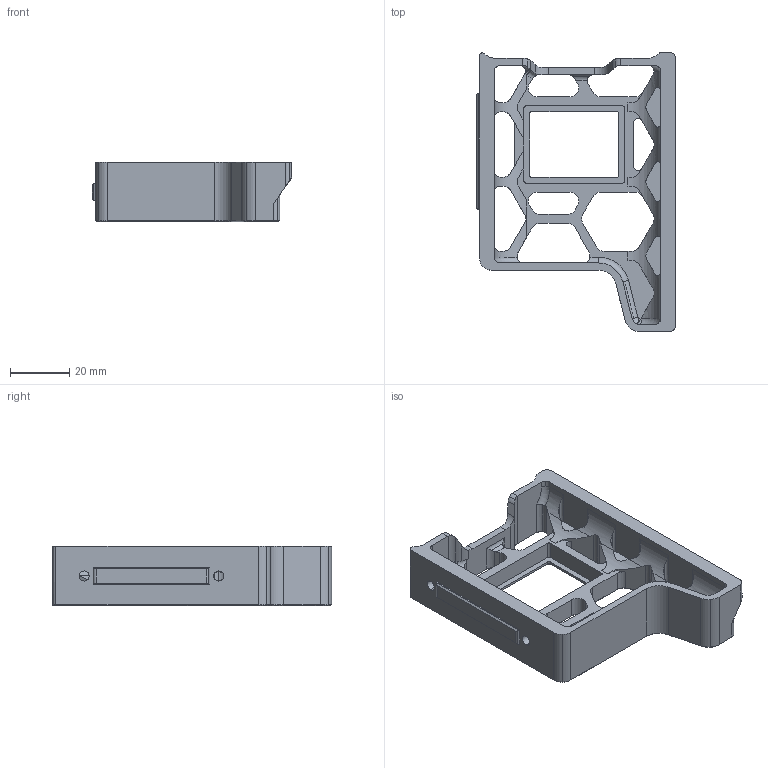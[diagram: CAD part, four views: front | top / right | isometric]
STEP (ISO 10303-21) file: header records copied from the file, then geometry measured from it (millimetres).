
FILE_DESCRIPTION (( 'STEP AP214' ), '1' );
FILE_NAME ('Side_Skirt_300_DPST_Rocker_a.STEP', '2023-01-16T02:55:26', ( '' ), ( '' ), 'SwSTEP 2.0', 'SolidWorks 2023', '' );
FILE_SCHEMA (( 'AUTOMOTIVE_DESIGN' ));
Length unit declared in the file: millimetre
Products named in the file (1): Side_Skirt_300_DPST_Rocker_a
Bounding box: 67 x 94 x 20 mm (x, y, z)
Volume: 29724.1 mm3; surface area: 18854.5 mm2
Topology: 1 solids, 1 shells, 398 faces, 1067 edges, 665 vertices
Faces by surface type: cylinder 156, plane 154, cone 76, bspline 6, torus 6
Entity records: 13309 total; most frequent: CARTESIAN_POINT 3496, ORIENTED_EDGE 2132, DIRECTION 1997, EDGE_CURVE 1066, AXIS2_PLACEMENT_3D 703, VERTEX_POINT 665, LINE 591, VECTOR 591
